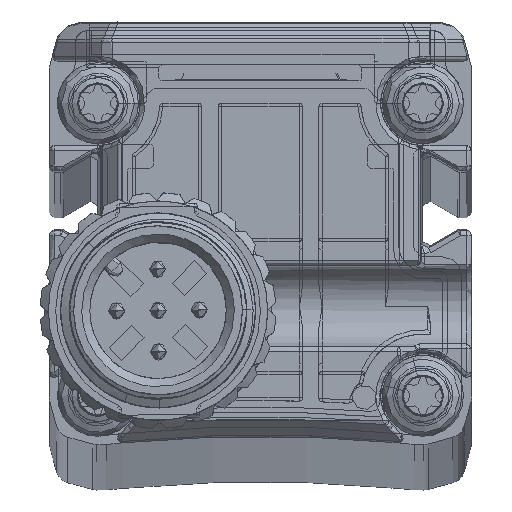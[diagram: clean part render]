
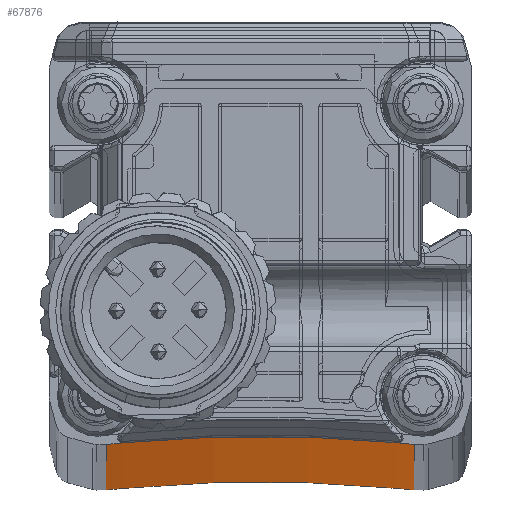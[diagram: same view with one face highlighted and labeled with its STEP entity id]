
A CAD part, top view. The second image highlights one B-rep face of the part: STEP entity #67876.
In plain terms, the highlighted cylindrical face has radius 90 mm (diameter 180 mm), a partial arc.
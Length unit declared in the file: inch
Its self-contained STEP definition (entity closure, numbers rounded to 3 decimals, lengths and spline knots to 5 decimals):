
#2435 = DIRECTION ( 'NONE',  ( -0.519, 0.855, 0. ) ) ;
#2936 = DIRECTION ( 'NONE',  ( 0., 0., -1. ) ) ;
#4124 = DIRECTION ( 'NONE',  ( 0., 0., 1. ) ) ;
#5122 = CARTESIAN_POINT ( 'NONE',  ( -0.33352, 0.00395, 62.99213 ) ) ;
#5625 = CARTESIAN_POINT ( 'NONE',  ( 0.37298, 0., 63.07087 ) ) ;
#5833 = LINE ( 'NONE', #5122, #69585 ) ;
#6290 = CIRCLE ( 'NONE', #37477, 3.54331 ) ;
#6941 = EDGE_CURVE ( 'NONE', #28747, #35400, #30743, .T. ) ;
#7884 = VERTEX_POINT ( 'NONE', #35726 ) ;
#7893 = AXIS2_PLACEMENT_3D ( 'NONE', #31799, #9044, #53174 ) ;
#7978 = EDGE_CURVE ( 'NONE', #35400, #70522, #26308, .T. ) ;
#8294 = AXIS2_PLACEMENT_3D ( 'NONE', #52016, #29939, #2435 ) ;
#9044 = DIRECTION ( 'NONE',  ( 0., 0., 1. ) ) ;
#9754 = EDGE_CURVE ( 'NONE', #33739, #7884, #17176, .T. ) ;
#10014 = LINE ( 'NONE', #38559, #29732 ) ;
#10515 = DIRECTION ( 'NONE',  ( 0., 0., -1. ) ) ;
#11618 = ORIENTED_EDGE ( 'NONE', *, *, #6941, .F. ) ;
#12426 = ORIENTED_EDGE ( 'NONE', *, *, #7978, .F. ) ;
#12524 = AXIS2_PLACEMENT_3D ( 'NONE', #44549, #59419, #50004 ) ;
#13486 = ORIENTED_EDGE ( 'NONE', *, *, #67324, .F. ) ;
#14821 = DIRECTION ( 'NONE',  ( 0., 0., -1. ) ) ;
#14988 = CARTESIAN_POINT ( 'NONE',  ( 0., -3.52362, 63.07087 ) ) ;
#15298 = CARTESIAN_POINT ( 'NONE',  ( 0.33352, 0.00395, -0.09907 ) ) ;
#15340 = DIRECTION ( 'NONE',  ( 1., 0., 0. ) ) ;
#16698 = VERTEX_POINT ( 'NONE', #27004 ) ;
#16768 = EDGE_CURVE ( 'NONE', #24927, #33739, #10014, .T. ) ;
#17176 = CIRCLE ( 'NONE', #12524, 3.54331 ) ;
#17881 = EDGE_CURVE ( 'NONE', #70522, #37540, #35611, .T. ) ;
#19342 = CARTESIAN_POINT ( 'NONE',  ( -0.33352, 0.00395, -0.07087 ) ) ;
#19469 = VERTEX_POINT ( 'NONE', #15298 ) ;
#20527 = CARTESIAN_POINT ( 'NONE',  ( 0.33352, 0.00395, 62.99213 ) ) ;
#21011 = CIRCLE ( 'NONE', #8294, 3.54331 ) ;
#21504 = DIRECTION ( 'NONE',  ( 1., 0., 0. ) ) ;
#21757 = AXIS2_PLACEMENT_3D ( 'NONE', #14988, #43559, #21504 ) ;
#22181 = CARTESIAN_POINT ( 'NONE',  ( -0.33352, 0.00395, 63.19848 ) ) ;
#22534 = ORIENTED_EDGE ( 'NONE', *, *, #9754, .F. ) ;
#22858 = ORIENTED_EDGE ( 'NONE', *, *, #35560, .F. ) ;
#22937 = CIRCLE ( 'NONE', #7893, 3.54331 ) ;
#24441 = CARTESIAN_POINT ( 'NONE',  ( 0., -3.52362, 62.99213 ) ) ;
#24615 = LINE ( 'NONE', #36877, #35409 ) ;
#24927 = VERTEX_POINT ( 'NONE', #32068 ) ;
#26308 = LINE ( 'NONE', #20527, #52812 ) ;
#26677 = DIRECTION ( 'NONE',  ( 0., 0., 1. ) ) ;
#27004 = CARTESIAN_POINT ( 'NONE',  ( 0.33352, 0.00395, -0.07087 ) ) ;
#28747 = VERTEX_POINT ( 'NONE', #22181 ) ;
#29228 = AXIS2_PLACEMENT_3D ( 'NONE', #24441, #68539, #53009 ) ;
#29724 = DIRECTION ( 'NONE',  ( 1., 0., 0. ) ) ;
#29732 = VECTOR ( 'NONE', #65699, 39.37008 ) ;
#29939 = DIRECTION ( 'NONE',  ( 0., 0., 1. ) ) ;
#30023 = VERTEX_POINT ( 'NONE', #68510 ) ;
#30474 = CARTESIAN_POINT ( 'NONE',  ( 0.33352, 0.00395, 63.19848 ) ) ;
#30743 = CIRCLE ( 'NONE', #71155, 3.54331 ) ;
#31799 = CARTESIAN_POINT ( 'NONE',  ( 0., -3.52362, -0.07087 ) ) ;
#32068 = CARTESIAN_POINT ( 'NONE',  ( -0.37298, 0., -0.07087 ) ) ;
#32118 = ORIENTED_EDGE ( 'NONE', *, *, #16768, .F. ) ;
#32558 = LINE ( 'NONE', #60051, #55260 ) ;
#33132 = CARTESIAN_POINT ( 'NONE',  ( -0.33352, 0.00395, -0.09907 ) ) ;
#33171 = VERTEX_POINT ( 'NONE', #19342 ) ;
#33739 = VERTEX_POINT ( 'NONE', #35330 ) ;
#34685 = VERTEX_POINT ( 'NONE', #33132 ) ;
#35330 = CARTESIAN_POINT ( 'NONE',  ( -0.37298, 0., 63.07087 ) ) ;
#35400 = VERTEX_POINT ( 'NONE', #30474 ) ;
#35409 = VECTOR ( 'NONE', #14821, 39.37008 ) ;
#35508 = CARTESIAN_POINT ( 'NONE',  ( 0., -3.52362, 63.19848 ) ) ;
#35560 = EDGE_CURVE ( 'NONE', #19469, #34685, #21011, .T. ) ;
#35611 = CIRCLE ( 'NONE', #21757, 3.54331 ) ;
#35726 = CARTESIAN_POINT ( 'NONE',  ( -0.33352, 0.00395, 63.07087 ) ) ;
#36699 = FACE_OUTER_BOUND ( 'NONE', #57525, .T. ) ;
#36877 = CARTESIAN_POINT ( 'NONE',  ( 0.37298, 0., 62.99213 ) ) ;
#37477 = AXIS2_PLACEMENT_3D ( 'NONE', #64892, #4124, #15340 ) ;
#37540 = VERTEX_POINT ( 'NONE', #5625 ) ;
#38559 = CARTESIAN_POINT ( 'NONE',  ( -0.37298, 0., 62.99213 ) ) ;
#42937 = CARTESIAN_POINT ( 'NONE',  ( -0.33352, 0.00395, 0.33402 ) ) ;
#43559 = DIRECTION ( 'NONE',  ( 0., 0., -1. ) ) ;
#44549 = CARTESIAN_POINT ( 'NONE',  ( 0., -3.52362, 63.07087 ) ) ;
#50004 = DIRECTION ( 'NONE',  ( 1., 0., 0. ) ) ;
#51822 = EDGE_CURVE ( 'NONE', #33171, #24927, #6290, .T. ) ;
#52016 = CARTESIAN_POINT ( 'NONE',  ( 0., -3.52362, -0.09907 ) ) ;
#52812 = VECTOR ( 'NONE', #65718, 39.37008 ) ;
#52879 = ORIENTED_EDGE ( 'NONE', *, *, #55398, .F. ) ;
#53009 = DIRECTION ( 'NONE',  ( 1., 0., 0. ) ) ;
#53174 = DIRECTION ( 'NONE',  ( 1., 0., 0. ) ) ;
#55260 = VECTOR ( 'NONE', #10515, 39.37008 ) ;
#55398 = EDGE_CURVE ( 'NONE', #34685, #33171, #65017, .T. ) ;
#55405 = DIRECTION ( 'NONE',  ( 0., 0., 1. ) ) ;
#57340 = CYLINDRICAL_SURFACE ( 'NONE', #29228, 3.54331 ) ;
#57525 = EDGE_LOOP ( 'NONE', ( #12426, #11618, #13486, #22534, #32118, #63857, #52879, #22858, #69682, #62417, #65524, #63999 ) ) ;
#58320 = EDGE_CURVE ( 'NONE', #37540, #30023, #24615, .T. ) ;
#59419 = DIRECTION ( 'NONE',  ( 0., 0., -1. ) ) ;
#60051 = CARTESIAN_POINT ( 'NONE',  ( 0.33352, 0.00395, 62.99213 ) ) ;
#60427 = EDGE_CURVE ( 'NONE', #30023, #16698, #22937, .T. ) ;
#62417 = ORIENTED_EDGE ( 'NONE', *, *, #60427, .F. ) ;
#62448 = EDGE_CURVE ( 'NONE', #16698, #19469, #32558, .T. ) ;
#63857 = ORIENTED_EDGE ( 'NONE', *, *, #51822, .F. ) ;
#63999 = ORIENTED_EDGE ( 'NONE', *, *, #17881, .F. ) ;
#64892 = CARTESIAN_POINT ( 'NONE',  ( 0., -3.52362, -0.07087 ) ) ;
#65017 = LINE ( 'NONE', #42937, #65475 ) ;
#65475 = VECTOR ( 'NONE', #26677, 39.37008 ) ;
#65524 = ORIENTED_EDGE ( 'NONE', *, *, #58320, .F. ) ;
#65699 = DIRECTION ( 'NONE',  ( 0., 0., 1. ) ) ;
#65718 = DIRECTION ( 'NONE',  ( 0., 0., -1. ) ) ;
#67324 = EDGE_CURVE ( 'NONE', #7884, #28747, #5833, .T. ) ;
#67876 = ADVANCED_FACE ( 'NONE', ( #36699 ), #57340, .F. ) ;
#67924 = CARTESIAN_POINT ( 'NONE',  ( 0.33352, 0.00395, 63.07087 ) ) ;
#68510 = CARTESIAN_POINT ( 'NONE',  ( 0.37298, 0., -0.07087 ) ) ;
#68539 = DIRECTION ( 'NONE',  ( 0., 0., 1. ) ) ;
#69585 = VECTOR ( 'NONE', #55405, 39.37008 ) ;
#69682 = ORIENTED_EDGE ( 'NONE', *, *, #62448, .F. ) ;
#70522 = VERTEX_POINT ( 'NONE', #67924 ) ;
#71155 = AXIS2_PLACEMENT_3D ( 'NONE', #35508, #2936, #29724 ) ;
